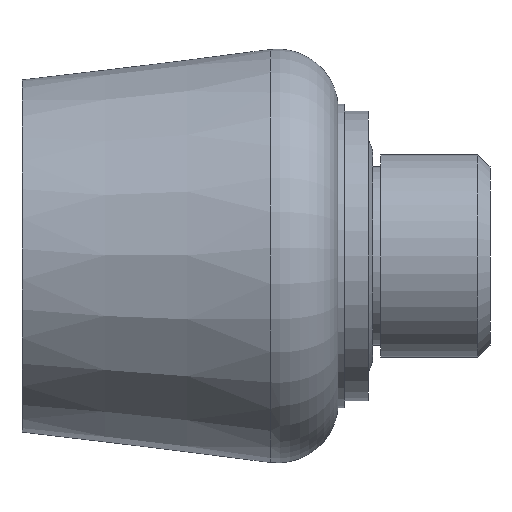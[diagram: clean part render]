
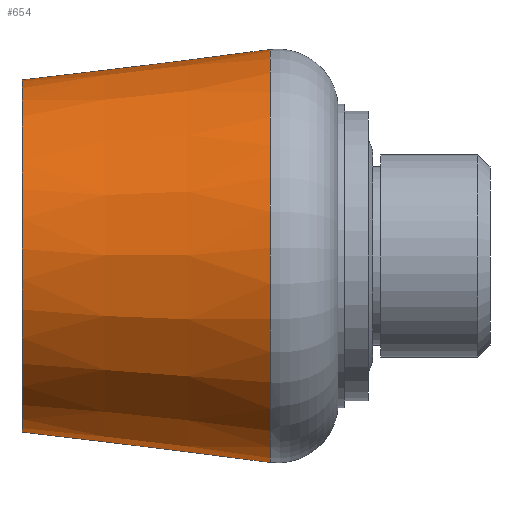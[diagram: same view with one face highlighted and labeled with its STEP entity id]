
A CAD part, front view. The second image highlights one B-rep face of the part: STEP entity #654.
In plain terms, the highlighted conical face has half-angle 6.982 degrees and reference radius 17 mm.
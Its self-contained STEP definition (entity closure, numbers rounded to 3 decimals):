
#28=CONICAL_SURFACE('',#721,17.,0.122);
#59=CIRCLE('',#716,17.);
#61=CIRCLE('',#720,14.5);
#146=ORIENTED_EDGE('',*,*,#203,.F.);
#147=ORIENTED_EDGE('',*,*,#205,.T.);
#203=EDGE_CURVE('',#246,#246,#59,.T.);
#205=EDGE_CURVE('',#248,#248,#61,.T.);
#246=VERTEX_POINT('',#990);
#248=VERTEX_POINT('',#996);
#341=EDGE_LOOP('',(#146));
#342=EDGE_LOOP('',(#147));
#410=FACE_BOUND('',#341,.T.);
#411=FACE_BOUND('',#342,.T.);
#654=ADVANCED_FACE('',(#410,#411),#28,.T.);
#716=AXIS2_PLACEMENT_3D('',#989,#846,#847);
#720=AXIS2_PLACEMENT_3D('',#995,#854,#855);
#721=AXIS2_PLACEMENT_3D('',#997,#856,#857);
#846=DIRECTION('',(1.,0.,0.));
#847=DIRECTION('',(0.,-0.791,-0.612));
#854=DIRECTION('',(1.,0.,0.));
#855=DIRECTION('',(0.,-0.791,-0.612));
#856=DIRECTION('',(1.,0.,0.));
#857=DIRECTION('',(0.,-0.791,-0.612));
#989=CARTESIAN_POINT('',(13.414,0.,0.));
#990=CARTESIAN_POINT('',(13.414,-13.446,-10.402));
#995=CARTESIAN_POINT('',(-7.,0.,0.));
#996=CARTESIAN_POINT('',(-7.,-11.469,-8.873));
#997=CARTESIAN_POINT('',(13.414,0.,0.));
